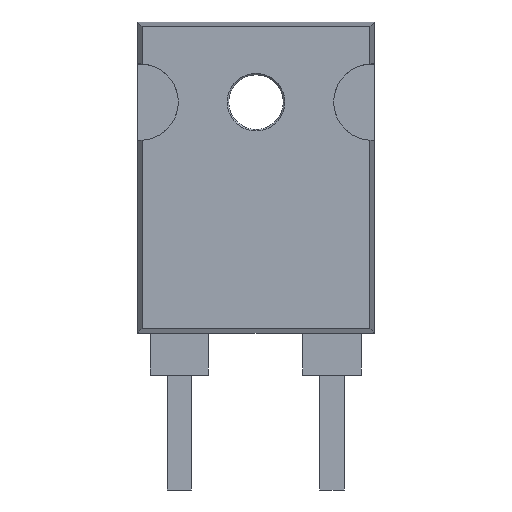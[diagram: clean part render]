
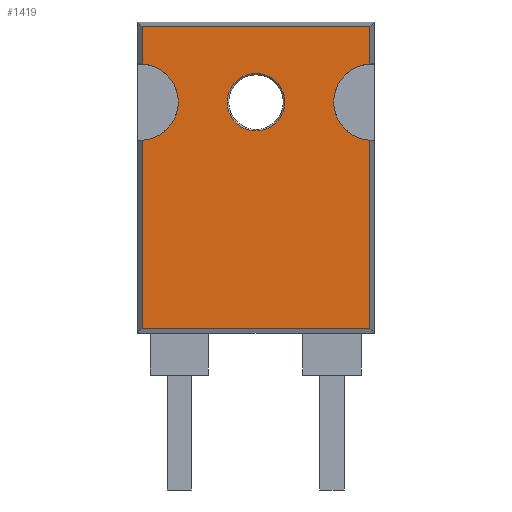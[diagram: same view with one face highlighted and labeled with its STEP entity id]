
A CAD part, front view. The second image highlights one B-rep face of the part: STEP entity #1419.
In plain terms, the highlighted free-form (B-spline) face has degree [1, 1] with [2, 2] control points.
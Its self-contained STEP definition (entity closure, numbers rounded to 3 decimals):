
#876=CARTESIAN_POINT('',(-1.915,-2.8,22.0));
#877=VERTEX_POINT('',#876);
#884=CARTESIAN_POINT('',(1.915,-2.8,22.0));
#885=VERTEX_POINT('',#884);
#886=CARTESIAN_POINT('',(0.,-2.8,22.0));
#887=DIRECTION('',(0.0,-1.0,0.0));
#888=DIRECTION('',(-1.0,0.0,0.0));
#889=AXIS2_PLACEMENT_3D('',#886,#887,#888);
#890=CIRCLE('',#889,1.915);
#891=EDGE_CURVE('',#877,#885,#890,.T.);
#1071=CARTESIAN_POINT('',(-7.575,-2.8,19.464));
#1072=VERTEX_POINT('',#1071);
#1080=CARTESIAN_POINT('',(-7.575,-2.8,24.536));
#1081=VERTEX_POINT('',#1080);
#1082=CARTESIAN_POINT('',(-7.71,-2.8,22.));
#1083=DIRECTION('',(0.0,1.0,0.0));
#1084=DIRECTION('',(1.0,0.0,0.0));
#1085=AXIS2_PLACEMENT_3D('',#1082,#1083,#1084);
#1086=CIRCLE('',#1085,2.54);
#1087=EDGE_CURVE('',#1081,#1072,#1086,.T.);
#1119=CARTESIAN_POINT('',(7.575,-2.8,24.536));
#1120=VERTEX_POINT('',#1119);
#1130=CARTESIAN_POINT('',(7.575,-2.8,19.464));
#1131=VERTEX_POINT('',#1130);
#1132=CARTESIAN_POINT('',(7.71,-2.8,22.));
#1133=DIRECTION('',(0.0,1.0,0.0));
#1134=DIRECTION('',(-1.0,0.0,0.0));
#1135=AXIS2_PLACEMENT_3D('',#1132,#1133,#1134);
#1136=CIRCLE('',#1135,2.54);
#1137=EDGE_CURVE('',#1131,#1120,#1136,.T.);
#1203=CARTESIAN_POINT('',(-7.575,-2.8,6.93));
#1204=VERTEX_POINT('',#1203);
#1211=CARTESIAN_POINT('',(-7.575,-2.8,6.93));
#1212=DIRECTION('',(0.0,0.0,1.0));
#1213=VECTOR('',#1212,12.534);
#1214=LINE('',#1211,#1213);
#1215=EDGE_CURVE('',#1204,#1072,#1214,.T.);
#1226=CARTESIAN_POINT('',(-7.575,-2.8,27.03));
#1227=VERTEX_POINT('',#1226);
#1228=CARTESIAN_POINT('',(-7.575,-2.8,24.536));
#1229=DIRECTION('',(0.0,0.0,1.0));
#1230=VECTOR('',#1229,2.494);
#1231=LINE('',#1228,#1230);
#1232=EDGE_CURVE('',#1081,#1227,#1231,.T.);
#1306=CARTESIAN_POINT('',(7.575,-2.8,6.93));
#1307=VERTEX_POINT('',#1306);
#1308=CARTESIAN_POINT('',(7.575,-2.8,19.464));
#1309=DIRECTION('',(0.0,0.0,-1.0));
#1310=VECTOR('',#1309,12.534);
#1311=LINE('',#1308,#1310);
#1312=EDGE_CURVE('',#1131,#1307,#1311,.T.);
#1331=CARTESIAN_POINT('',(7.575,-2.8,27.03));
#1332=VERTEX_POINT('',#1331);
#1339=CARTESIAN_POINT('',(7.575,-2.8,27.03));
#1340=DIRECTION('',(0.0,0.0,-1.0));
#1341=VECTOR('',#1340,2.494);
#1342=LINE('',#1339,#1341);
#1343=EDGE_CURVE('',#1332,#1120,#1342,.T.);
#1362=CARTESIAN_POINT('',(0.,-2.8,22.0));
#1363=DIRECTION('',(0.0,-1.0,0.0));
#1364=DIRECTION('',(-1.0,0.0,0.0));
#1365=AXIS2_PLACEMENT_3D('',#1362,#1363,#1364);
#1366=CIRCLE('',#1365,1.915);
#1367=EDGE_CURVE('',#885,#877,#1366,.T.);
#1390=CARTESIAN_POINT('',(-7.575,-2.8,6.93));
#1391=CARTESIAN_POINT('',(7.575,-2.8,6.93));
#1392=CARTESIAN_POINT('',(-7.575,-2.8,27.03));
#1393=CARTESIAN_POINT('',(7.575,-2.8,27.03));
#1394=B_SPLINE_SURFACE_WITH_KNOTS('',1,1,((#1390,#1392),(#1391,#1393)),.UNSPECIFIED.,.F.,.F.,.U.,(2,2),(2,2),(0.0,15.15),(0.0,20.1),.UNSPECIFIED.);
#1395=ORIENTED_EDGE('',*,*,#1087,.T.);
#1396=ORIENTED_EDGE('',*,*,#1215,.F.);
#1397=CARTESIAN_POINT('',(7.575,-2.8,6.93));
#1398=DIRECTION('',(-1.0,0.0,0.0));
#1399=VECTOR('',#1398,15.15);
#1400=LINE('',#1397,#1399);
#1401=EDGE_CURVE('',#1307,#1204,#1400,.T.);
#1402=ORIENTED_EDGE('',*,*,#1401,.F.);
#1403=ORIENTED_EDGE('',*,*,#1312,.F.);
#1404=ORIENTED_EDGE('',*,*,#1137,.T.);
#1405=ORIENTED_EDGE('',*,*,#1343,.F.);
#1406=CARTESIAN_POINT('',(-7.575,-2.8,27.03));
#1407=DIRECTION('',(1.0,0.0,0.0));
#1408=VECTOR('',#1407,15.15);
#1409=LINE('',#1406,#1408);
#1410=EDGE_CURVE('',#1227,#1332,#1409,.T.);
#1411=ORIENTED_EDGE('',*,*,#1410,.F.);
#1412=ORIENTED_EDGE('',*,*,#1232,.F.);
#1413=EDGE_LOOP('',(#1395,#1396,#1402,#1403,#1404,#1405,#1411,#1412));
#1414=FACE_OUTER_BOUND('',#1413,.T.);
#1415=ORIENTED_EDGE('',*,*,#1367,.F.);
#1416=ORIENTED_EDGE('',*,*,#891,.F.);
#1417=EDGE_LOOP('',(#1415,#1416));
#1418=FACE_BOUND('',#1417,.T.);
#1419=ADVANCED_FACE('',(#1414,#1418),#1394,.T.);
